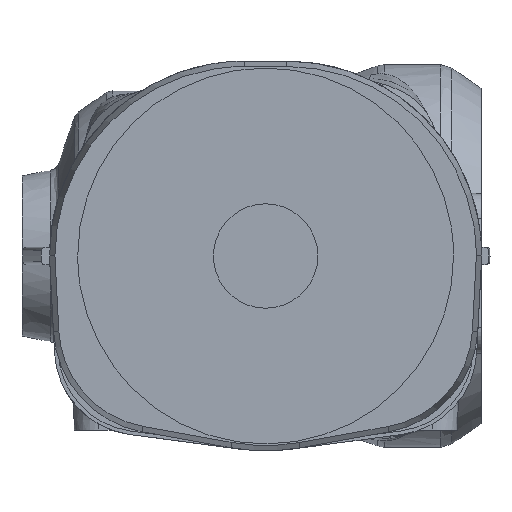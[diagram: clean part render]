
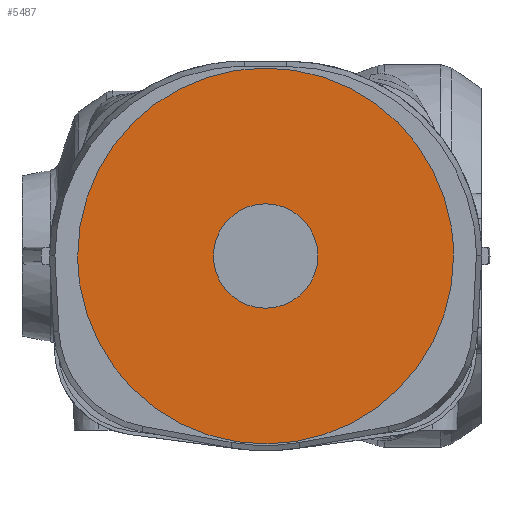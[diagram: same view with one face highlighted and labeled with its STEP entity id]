
A CAD part, left-side view. The second image highlights one B-rep face of the part: STEP entity #5487.
In plain terms, the highlighted planar face has unit normal (-1, 0, 0).
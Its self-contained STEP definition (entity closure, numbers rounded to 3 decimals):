
#178 = CARTESIAN_POINT ( 'NONE',  ( 288.5, 0., 697. ) ) ;
#367 = CARTESIAN_POINT ( 'NONE',  ( 288.5, 0., 649.885 ) ) ;
#652 = ORIENTED_EDGE ( 'NONE', *, *, #11134, .F. ) ;
#656 = B_SPLINE_CURVE_WITH_KNOTS ( 'NONE', 10,
 ( #1434, #3381, #3513, #11403, #2419, #2543, #4552, #7340, #12425, #7532, #11466 ),
 .UNSPECIFIED., .F., .F.,
 ( 11, 11 ),
 ( 0., 0.169 ),
 .UNSPECIFIED. ) ;
#742 = VERTEX_POINT ( 'NONE', #1869 ) ;
#885 = AXIS2_PLACEMENT_3D ( 'NONE', #11254, #4533, #2397 ) ;
#1434 = CARTESIAN_POINT ( 'NONE',  ( 288.5, 54., 712. ) ) ;
#1869 = CARTESIAN_POINT ( 'NONE',  ( 288.5, 54., 712. ) ) ;
#2397 = DIRECTION ( 'NONE',  ( 0., 0., 1. ) ) ;
#2419 = CARTESIAN_POINT ( 'NONE',  ( 288.5, 19.513, 770.556 ) ) ;
#2543 = CARTESIAN_POINT ( 'NONE',  ( 288.5, 0., 774.115 ) ) ;
#2569 = CIRCLE ( 'NONE', #8761, 15. ) ;
#3381 = CARTESIAN_POINT ( 'NONE',  ( 288.5, 54., 728.965 ) ) ;
#3513 = CARTESIAN_POINT ( 'NONE',  ( 288.5, 48.078, 745.929 ) ) ;
#3527 = DIRECTION ( 'NONE',  ( 0., 0., 1. ) ) ;
#3593 = CIRCLE ( 'NONE', #885, 15. ) ;
#4248 = ORIENTED_EDGE ( 'NONE', *, *, #9490, .F. ) ;
#4265 = EDGE_LOOP ( 'NONE', ( #652, #10770 ) ) ;
#4533 = DIRECTION ( 'NONE',  ( -1., 0., 0. ) ) ;
#4552 = CARTESIAN_POINT ( 'NONE',  ( 288.5, -19.513, 770.556 ) ) ;
#5181 = CARTESIAN_POINT ( 'NONE',  ( 288.5, -54., 712. ) ) ;
#5487 = ADVANCED_FACE ( 'NONE', ( #12504, #6584 ), #8512, .T. ) ;
#5903 = CARTESIAN_POINT ( 'NONE',  ( 288.5, -54., 695.035 ) ) ;
#6272 = B_SPLINE_CURVE_WITH_KNOTS ( 'NONE', 10,
 ( #5181, #5903, #8154, #9844, #7892, #367, #12281, #11389, #11193, #9383, #12157 ),
 .UNSPECIFIED., .F., .F.,
 ( 11, 11 ),
 ( 0., 0.169 ),
 .UNSPECIFIED. ) ;
#6584 = FACE_OUTER_BOUND ( 'NONE', #8285, .T. ) ;
#7167 = VERTEX_POINT ( 'NONE', #9571 ) ;
#7340 = CARTESIAN_POINT ( 'NONE',  ( 288.5, -36.235, 760.568 ) ) ;
#7435 = CARTESIAN_POINT ( 'NONE',  ( 288.5, 0., 712. ) ) ;
#7500 = CARTESIAN_POINT ( 'NONE',  ( 288.5, 0., 727. ) ) ;
#7532 = CARTESIAN_POINT ( 'NONE',  ( 288.5, -54., 728.965 ) ) ;
#7892 = CARTESIAN_POINT ( 'NONE',  ( 288.5, -19.513, 653.444 ) ) ;
#8154 = CARTESIAN_POINT ( 'NONE',  ( 288.5, -48.078, 678.071 ) ) ;
#8285 = EDGE_LOOP ( 'NONE', ( #8473, #4248 ) ) ;
#8326 = DIRECTION ( 'NONE',  ( -1., 0., 0. ) ) ;
#8453 = VERTEX_POINT ( 'NONE', #7500 ) ;
#8473 = ORIENTED_EDGE ( 'NONE', *, *, #9180, .F. ) ;
#8512 = PLANE ( 'NONE',  #11714 ) ;
#8761 = AXIS2_PLACEMENT_3D ( 'NONE', #7435, #8326, #12262 ) ;
#9180 = EDGE_CURVE ( 'NONE', #742, #7167, #656, .T. ) ;
#9383 = CARTESIAN_POINT ( 'NONE',  ( 288.5, 54., 695.035 ) ) ;
#9490 = EDGE_CURVE ( 'NONE', #7167, #742, #6272, .T. ) ;
#9571 = CARTESIAN_POINT ( 'NONE',  ( 288.5, -54., 712. ) ) ;
#9844 = CARTESIAN_POINT ( 'NONE',  ( 288.5, -36.235, 663.432 ) ) ;
#10258 = VERTEX_POINT ( 'NONE', #178 ) ;
#10703 = CARTESIAN_POINT ( 'NONE',  ( 288.5, 0., 712. ) ) ;
#10770 = ORIENTED_EDGE ( 'NONE', *, *, #10857, .F. ) ;
#10857 = EDGE_CURVE ( 'NONE', #10258, #8453, #3593, .T. ) ;
#11134 = EDGE_CURVE ( 'NONE', #8453, #10258, #2569, .T. ) ;
#11193 = CARTESIAN_POINT ( 'NONE',  ( 288.5, 48.078, 678.071 ) ) ;
#11254 = CARTESIAN_POINT ( 'NONE',  ( 288.5, 0., 712. ) ) ;
#11389 = CARTESIAN_POINT ( 'NONE',  ( 288.5, 36.235, 663.432 ) ) ;
#11403 = CARTESIAN_POINT ( 'NONE',  ( 288.5, 36.235, 760.568 ) ) ;
#11466 = CARTESIAN_POINT ( 'NONE',  ( 288.5, -54., 712. ) ) ;
#11714 = AXIS2_PLACEMENT_3D ( 'NONE', #10703, #12443, #3527 ) ;
#12157 = CARTESIAN_POINT ( 'NONE',  ( 288.5, 54., 712. ) ) ;
#12262 = DIRECTION ( 'NONE',  ( 0., 0., 1. ) ) ;
#12281 = CARTESIAN_POINT ( 'NONE',  ( 288.5, 19.513, 653.444 ) ) ;
#12425 = CARTESIAN_POINT ( 'NONE',  ( 288.5, -48.078, 745.929 ) ) ;
#12443 = DIRECTION ( 'NONE',  ( -1., 0., 0. ) ) ;
#12504 = FACE_BOUND ( 'NONE', #4265, .T. ) ;
